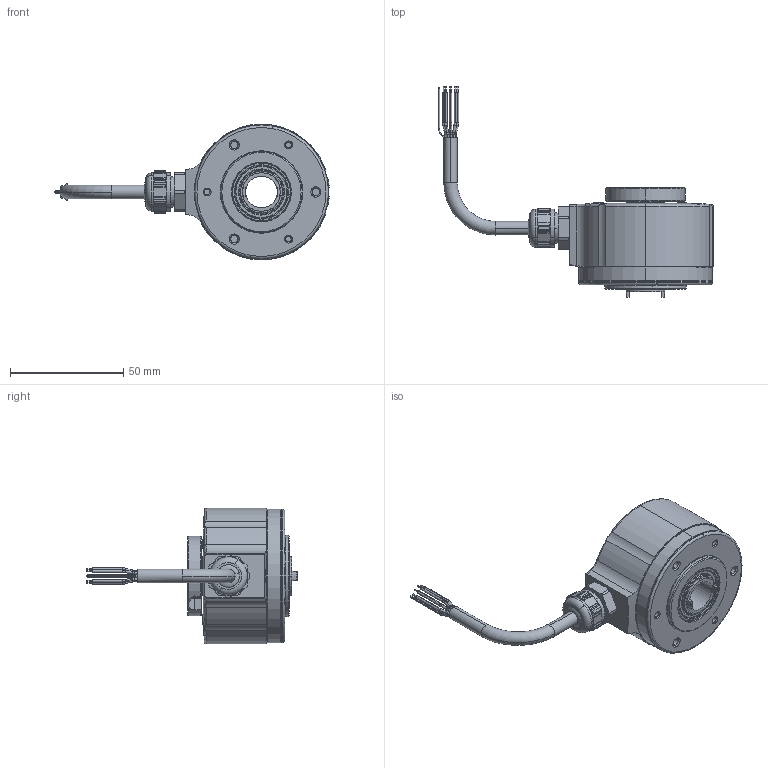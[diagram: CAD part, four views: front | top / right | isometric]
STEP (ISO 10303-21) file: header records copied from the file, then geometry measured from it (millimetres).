
FILE_DESCRIPTION (( 'STEP AP203' ), '1' );
FILE_NAME ('M001_DSO5H14_3R.STEP', '2018-03-29T06:02:36', ( '' ), ( '' ), 'SwSTEP 2.0', 'SolidWorks 2016', '' );
FILE_SCHEMA (( 'CONFIG_CONTROL_DESIGN' ));
Length unit declared in the file: millimetre
Products named in the file (1): M001_DSO5H14_3R
Bounding box: 121.23 x 93 x 60 mm (x, y, z)
Surface area: 21379.8 mm2 (no closed solid volume)
Topology: 0 solids, 38 shells, 532 faces, 1645 edges, 1089 vertices
Faces by surface type: cylinder 254, plane 114, cone 73, torus 69, bspline 18, sphere 4
Entity records: 25919 total; most frequent: CARTESIAN_POINT 11975, DIRECTION 2896, ORIENTED_EDGE 2815, EDGE_CURVE 1631, AXIS2_PLACEMENT_3D 1223, VERTEX_POINT 1084, CIRCLE 730, EDGE_LOOP 557
